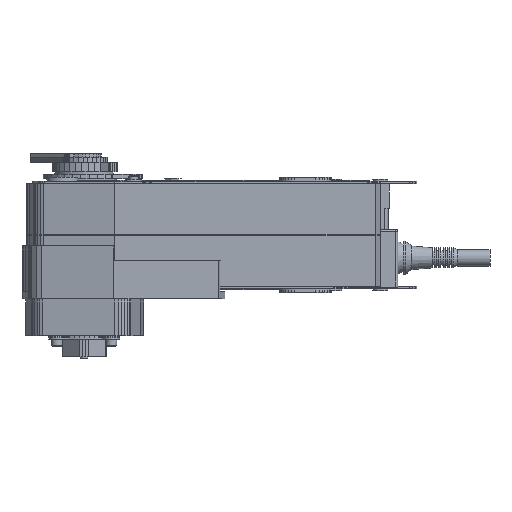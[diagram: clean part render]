
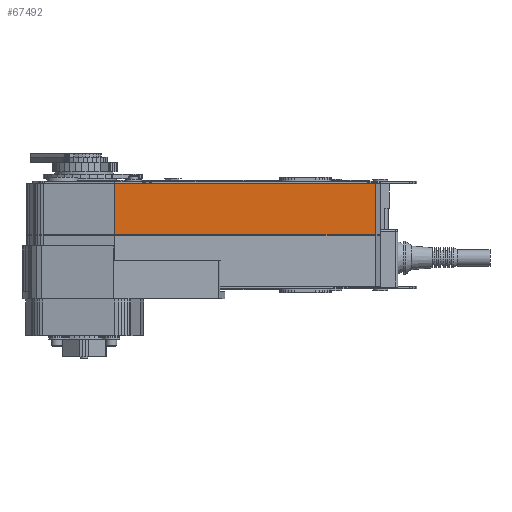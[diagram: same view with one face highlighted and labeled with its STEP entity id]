
A CAD part, front view. The second image highlights one B-rep face of the part: STEP entity #67492.
In plain terms, the highlighted planar face has unit normal (0, -1, 0).
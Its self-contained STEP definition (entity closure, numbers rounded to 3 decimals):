
#1240=LINE('',#87736,#8071);
#1528=LINE('',#88385,#8359);
#1529=LINE('',#88387,#8360);
#1530=LINE('',#88389,#8361);
#8071=VECTOR('',#74572,1000.);
#8359=VECTOR('',#75004,1000.);
#8360=VECTOR('',#75007,1000.);
#8361=VECTOR('',#75008,1000.);
#16506=ORIENTED_EDGE('',*,*,#29865,.T.);
#16507=ORIENTED_EDGE('',*,*,#29866,.F.);
#16508=ORIENTED_EDGE('',*,*,#29540,.F.);
#16509=ORIENTED_EDGE('',*,*,#29864,.T.);
#29540=EDGE_CURVE('',#36426,#36427,#1240,.T.);
#29864=EDGE_CURVE('',#36426,#36715,#1528,.T.);
#29865=EDGE_CURVE('',#36715,#36716,#1529,.T.);
#29866=EDGE_CURVE('',#36427,#36716,#1530,.T.);
#36426=VERTEX_POINT('',#87735);
#36427=VERTEX_POINT('',#87737);
#36715=VERTEX_POINT('',#88384);
#36716=VERTEX_POINT('',#88388);
#41329=EDGE_LOOP('',(#16506,#16507,#16508,#16509));
#44137=FACE_BOUND('',#41329,.T.);
#46912=PLANE('',#70203);
#67492=ADVANCED_FACE('',(#44137),#46912,.T.);
#70203=AXIS2_PLACEMENT_3D('',#88386,#75005,#75006);
#74572=DIRECTION('',(1.,0.,0.));
#75004=DIRECTION('',(0.,0.,-1.));
#75005=DIRECTION('',(0.,-1.,0.));
#75006=DIRECTION('',(-1.,0.,0.));
#75007=DIRECTION('',(1.,0.,0.));
#75008=DIRECTION('',(0.,0.,-1.));
#87735=CARTESIAN_POINT('',(16.5,-49.,85.));
#87736=CARTESIAN_POINT('',(16.5,-49.,85.));
#87737=CARTESIAN_POINT('',(159.18,-49.,85.));
#88384=CARTESIAN_POINT('',(16.5,-49.,57.));
#88385=CARTESIAN_POINT('',(16.5,-49.,85.));
#88386=CARTESIAN_POINT('',(16.5,-49.,85.));
#88387=CARTESIAN_POINT('',(16.5,-49.,57.));
#88388=CARTESIAN_POINT('',(159.18,-49.,57.));
#88389=CARTESIAN_POINT('',(159.18,-49.,85.));
